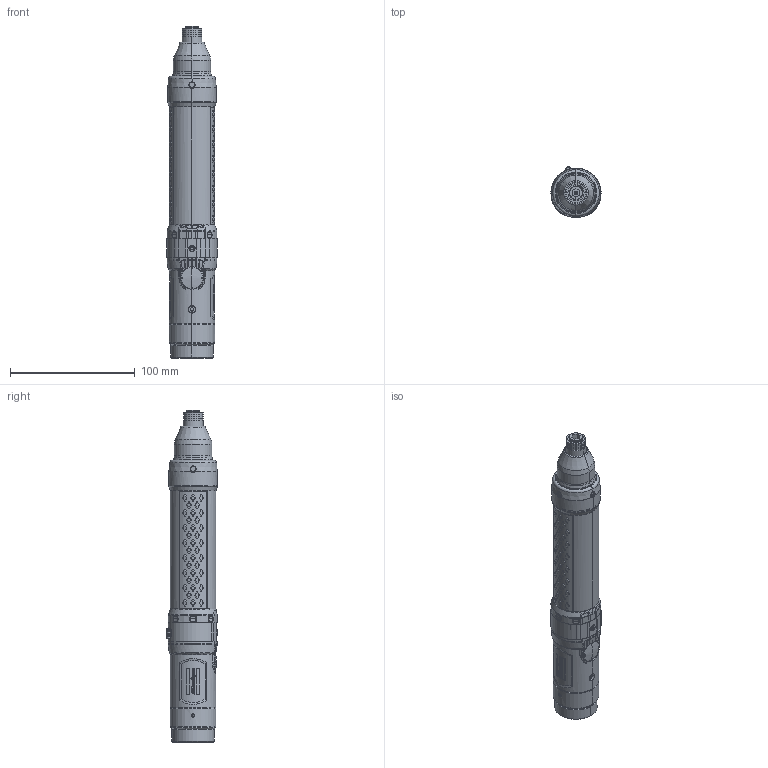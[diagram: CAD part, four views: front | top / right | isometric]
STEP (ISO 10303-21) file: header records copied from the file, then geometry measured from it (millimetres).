
FILE_DESCRIPTION((''),'2;1');
FILE_NAME('8436022012_SW_ASM','2017-07-06T',('toocsr'),(''),'CREO PARAMETRIC BY PTC INC, 2016260','CREO PARAMETRIC BY PTC INC, 2016260','');
FILE_SCHEMA(('CONFIG_CONTROL_DESIGN','GEOMETRIC_VALIDATION_PROPERTIES_MIM'));
Length unit declared in the file: millimetre
Products named in the file (32): 4220394770_AF2; 4220394712_TPE_AF1; 4220394772_AF1_ASM; 4220394701_AF1; 4220394780_ASM; 4220408701; 4220394781_ASM; 4220393101; 4220502212; 4224211301_ASM; 4220393100; 4220438701; 4220438780_ASM; 0663210625_AF1; 4220438705_FOLDED; 0219110028; 4224230501_ASM; 4220396403; 4220241501; 4220317480_ASM; 4210232600; 4210189300_SPEC1; 4210232700; 0335351004; 4220405020_FOLDED; 4220405080_FOLDED_ASM; 4220405180_ASM; 4220396703; 4224226500_ASM; 4220393507; 4220396700; 8436022012_SW_ASM
Assembly tree (37 placements, depth 6):
  8436022012_SW_ASM
    4224230501_ASM
      4220394781_ASM
        4220394780_ASM
          4220394772_AF1_ASM
            4220394770_AF2
            4220394712_TPE_AF1
          4220394701_AF1
        4220408701  x6
      4224211301_ASM
        4220393101
        4220502212  x2
      4220393100
      4220438780_ASM
        4220438701
      0663210625_AF1
      4220438705_FOLDED
      0219110028
    4224226500_ASM
      4220396403
      4220317480_ASM
        4220241501
      4210232600
      4210189300_SPEC1
      4210232700
      0335351004
      4220405180_ASM
        4220405080_FOLDED_ASM
          4220405020_FOLDED
      4220396703
    4220393507
    4220396700
Bounding box: 40.1 x 40.82 x 265.77 mm (x, y, z)
Volume: 115954.8 mm3; surface area: 131007.5 mm2
Topology: 29 solids, 30 shells, 3935 faces, 10005 edges, 6269 vertices
Faces by surface type: bspline 1410, plane 1115, cylinder 796, torus 291, cone 262, sphere 49, extrusion 12
Entity records: 246990 total; most frequent: CARTESIAN_POINT 122386, ORIENTED_EDGE 18438, DIRECTION 12837, PRESENTATION_STYLE_ASSIGNMENT 11165, STYLED_ITEM 10522, CURVE_STYLE 9234, EDGE_CURVE 9222, VERTEX_POINT 5800
